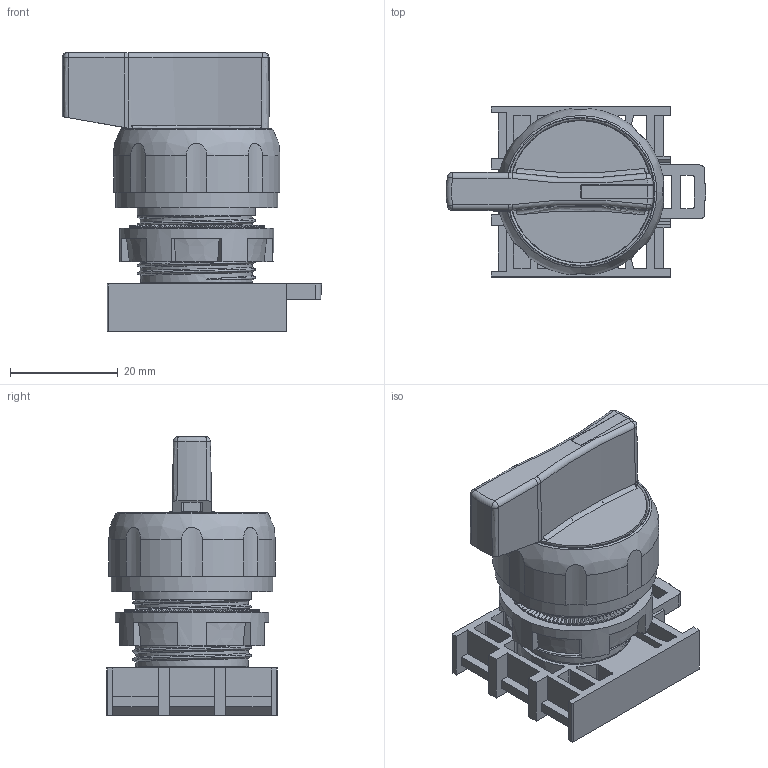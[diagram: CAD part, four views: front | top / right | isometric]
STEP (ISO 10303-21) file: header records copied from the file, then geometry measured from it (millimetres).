
FILE_DESCRIPTION(/* description */ (''),/* implementation_level */ '2;1');
FILE_NAME(/* name */ 'W22S3-LW (V2.0).stp',/* time_stamp */ '2020-07-30T17:42:23+05:00',/* author */ ('Owner'),/* organization */ (''),/* preprocessor_version */ 'ST-DEVELOPER v18',/* originating_system */ 'Autodesk Inventor 2020',/* authorisation */ '');
FILE_SCHEMA (('AUTOMOTIVE_DESIGN { 1 0 10303 214 3 1 1 }'));
Length unit declared in the file: millimetre
Products named in the file (1): Part17
Bounding box: 48.13 x 31.5 x 51.67 mm (x, y, z)
Volume: 17100.4 mm3; surface area: 26330.5 mm2
Topology: 4 solids, 5 shells, 1672 faces, 4472 edges, 2799 vertices
Faces by surface type: plane 1053, cylinder 332, bspline 172, cone 57, torus 32, sphere 26
Full cylindrical faces by diameter (mm): 11.173 x1, 12.3 x1, 14 x1, 14.2 x1, 14.3 x2, 15.5 x1, 16 x2, 18.127 x1, 18.5 x1, 18.6 x1, 19.05 x1, 19.1 x2, 20.3 x1, 22.35 x3, 22.5 x1, 24 x1, 24.95 x1, 25.774 x2, 26.5 x1, 27.3 x2, 28.5 x1, 30 x1
Entity records: 63267 total; most frequent: CARTESIAN_POINT 20178, ORIENTED_EDGE 8948, DIRECTION 8280, EDGE_CURVE 4474, VERTEX_POINT 2799, LINE 2764, VECTOR 2764, AXIS2_PLACEMENT_3D 2758
